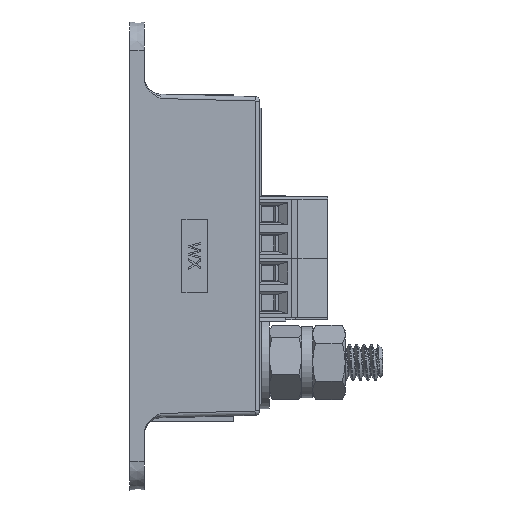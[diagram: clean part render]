
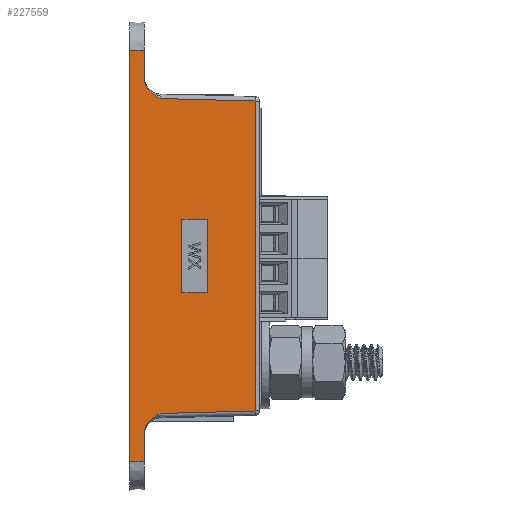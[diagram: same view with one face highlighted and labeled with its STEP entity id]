
A CAD part, left-side view. The second image highlights one B-rep face of the part: STEP entity #227559.
In plain terms, the highlighted face is planar.
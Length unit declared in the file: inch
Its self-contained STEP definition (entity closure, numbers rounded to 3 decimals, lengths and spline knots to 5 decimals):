
#1662 = VERTEX_POINT ( 'NONE', #59052 ) ;
#3445 = LINE ( 'NONE', #109969, #220100 ) ;
#4988 = DIRECTION ( 'NONE',  ( -1., 0., 0. ) ) ;
#5257 = CARTESIAN_POINT ( 'NONE',  ( 1.09592, 0.15566, -1.09592 ) ) ;
#7615 = PLANE ( 'NONE',  #183709 ) ;
#8666 = B_SPLINE_CURVE_WITH_KNOTS ( 'NONE', 3,
 ( #216327, #61569, #23848, #121304, #175940, #5257 ),
 .UNSPECIFIED., .F., .F.,
 ( 4, 2, 4 ),
 ( -0.00001, 0.00076, 0.00152 ),
 .UNSPECIFIED. ) ;
#9074 = DIRECTION ( 'NONE',  ( 0.026, -0.999, -0.026 ) ) ;
#9474 = CARTESIAN_POINT ( 'NONE',  ( -1.16037, 0.1066, -1.09721 ) ) ;
#9898 = CARTESIAN_POINT ( 'NONE',  ( 1.09592, 0.15566, -1.09592 ) ) ;
#10673 = LINE ( 'NONE', #228143, #209187 ) ;
#11988 = ORIENTED_EDGE ( 'NONE', *, *, #84971, .T. ) ;
#13167 = LINE ( 'NONE', #223950, #112363 ) ;
#14915 = VERTEX_POINT ( 'NONE', #48386 ) ;
#20659 = B_SPLINE_CURVE_WITH_KNOTS ( 'NONE', 3,
 ( #221263, #183424, #84218, #9474, #29710, #182600, #143887, #85043, #163212, #241316 ),
 .UNSPECIFIED., .F., .F.,
 ( 4, 2, 2, 2, 4 ),
 ( 0., 0.00078, 0.00155, 0.00233, 0.00311 ),
 .UNSPECIFIED. ) ;
#21054 = ORIENTED_EDGE ( 'NONE', *, *, #62900, .F. ) ;
#23178 = CARTESIAN_POINT ( 'NONE',  ( -1.07397, 0.18931, -1.09504 ) ) ;
#23848 = CARTESIAN_POINT ( 'NONE',  ( 1.07398, 0.18931, -1.09504 ) ) ;
#28171 = DIRECTION ( 'NONE',  ( 0., -1., -0.026 ) ) ;
#29296 = CARTESIAN_POINT ( 'NONE',  ( 1.10219, 0.1476, -1.09614 ) ) ;
#29710 = CARTESIAN_POINT ( 'NONE',  ( -1.15071, 0.11053, -1.09711 ) ) ;
#30457 = CARTESIAN_POINT ( 'NONE',  ( 1.04773, 0.85079, -1.07772 ) ) ;
#41810 = LINE ( 'NONE', #100892, #156105 ) ;
#44123 = CARTESIAN_POINT ( 'NONE',  ( -1.09592, 0.15566, -1.09592 ) ) ;
#44580 = VERTEX_POINT ( 'NONE', #230379 ) ;
#46997 = VERTEX_POINT ( 'NONE', #54165 ) ;
#48147 = FACE_OUTER_BOUND ( 'NONE', #158551, .T. ) ;
#48386 = CARTESIAN_POINT ( 'NONE',  ( -1.06459, 0.20712, -1.09458 ) ) ;
#49409 = VECTOR ( 'NONE', #28171, 39.37008 ) ;
#54165 = CARTESIAN_POINT ( 'NONE',  ( -1.387, 0.1, -1.09738 ) ) ;
#54782 = CARTESIAN_POINT ( 'NONE',  ( 1.06459, 0.20712, -1.09458 ) ) ;
#55405 = LINE ( 'NONE', #146459, #49409 ) ;
#59052 = CARTESIAN_POINT ( 'NONE',  ( -1.387, 0., -1.1 ) ) ;
#60356 = B_SPLINE_CURVE_WITH_KNOTS ( 'NONE', 3,
 ( #44123, #99632, #178613, #23178, #176123, #61744 ),
 .UNSPECIFIED., .F., .F.,
 ( 4, 2, 4 ),
 ( 0.00311, 0.00387, 0.00463 ),
 .UNSPECIFIED. ) ;
#61569 = CARTESIAN_POINT ( 'NONE',  ( 1.06925, 0.1982, -1.09481 ) ) ;
#61744 = CARTESIAN_POINT ( 'NONE',  ( -1.06459, 0.20712, -1.09458 ) ) ;
#62900 = EDGE_CURVE ( 'NONE', #46997, #1662, #94545, .T. ) ;
#65452 = EDGE_CURVE ( 'NONE', #44580, #184399, #55405, .T. ) ;
#67795 = CARTESIAN_POINT ( 'NONE',  ( 1.16037, 0.1066, -1.09721 ) ) ;
#72129 = CARTESIAN_POINT ( 'NONE',  ( -1.1, 0., -1.1 ) ) ;
#75613 = CARTESIAN_POINT ( 'NONE',  ( -1.1, 0., -1.1 ) ) ;
#76673 = ORIENTED_EDGE ( 'NONE', *, *, #149962, .T. ) ;
#83790 = CARTESIAN_POINT ( 'NONE',  ( 1.10907, 0.14008, -1.09633 ) ) ;
#84218 = CARTESIAN_POINT ( 'NONE',  ( -1.18017, 0.10136, -1.09735 ) ) ;
#84971 = EDGE_CURVE ( 'NONE', #221829, #130155, #8666, .T. ) ;
#85043 = CARTESIAN_POINT ( 'NONE',  ( -1.10907, 0.14008, -1.09633 ) ) ;
#85099 = ORIENTED_EDGE ( 'NONE', *, *, #173029, .T. ) ;
#93583 = CARTESIAN_POINT ( 'NONE',  ( -1.04773, 0.85079, -1.07772 ) ) ;
#94545 = LINE ( 'NONE', #193833, #163763 ) ;
#96358 = CARTESIAN_POINT ( 'NONE',  ( 1.387, 0., -1.1 ) ) ;
#97560 = ORIENTED_EDGE ( 'NONE', *, *, #192916, .F. ) ;
#99632 = CARTESIAN_POINT ( 'NONE',  ( -1.08979, 0.16356, -1.09572 ) ) ;
#100892 = CARTESIAN_POINT ( 'NONE',  ( 1.387, 0.1, -1.09738 ) ) ;
#102414 = CARTESIAN_POINT ( 'NONE',  ( 1.18017, 0.10136, -1.09735 ) ) ;
#102677 = ORIENTED_EDGE ( 'NONE', *, *, #151884, .F. ) ;
#109969 = CARTESIAN_POINT ( 'NONE',  ( -1.05, 0.1, -1.09738 ) ) ;
#110144 = VERTEX_POINT ( 'NONE', #30457 ) ;
#112363 = VECTOR ( 'NONE', #163408, 39.37008 ) ;
#113139 = VERTEX_POINT ( 'NONE', #93583 ) ;
#115991 = LINE ( 'NONE', #75613, #212212 ) ;
#116106 = LINE ( 'NONE', #160328, #209431 ) ;
#121304 = CARTESIAN_POINT ( 'NONE',  ( 1.08423, 0.17201, -1.0955 ) ) ;
#121715 = CARTESIAN_POINT ( 'NONE',  ( 1.20064, 0.1, -1.09738 ) ) ;
#127193 = EDGE_CURVE ( 'NONE', #113139, #110144, #13167, .T. ) ;
#127746 = DIRECTION ( 'NONE',  ( 0., 0.026, -1. ) ) ;
#130155 = VERTEX_POINT ( 'NONE', #194606 ) ;
#131764 = ORIENTED_EDGE ( 'NONE', *, *, #65452, .T. ) ;
#138582 = CARTESIAN_POINT ( 'NONE',  ( -1.09592, 0.15566, -1.09592 ) ) ;
#142981 = ORIENTED_EDGE ( 'NONE', *, *, #240287, .T. ) ;
#143887 = CARTESIAN_POINT ( 'NONE',  ( -1.12436, 0.12648, -1.09669 ) ) ;
#144708 = ORIENTED_EDGE ( 'NONE', *, *, #246598, .T. ) ;
#146459 = CARTESIAN_POINT ( 'NONE',  ( 1.387, 0., -1.1 ) ) ;
#149962 = EDGE_CURVE ( 'NONE', #184399, #1662, #115991, .T. ) ;
#151312 = DIRECTION ( 'NONE',  ( -1., 0., 0. ) ) ;
#151884 = EDGE_CURVE ( 'NONE', #44580, #196048, #41810, .T. ) ;
#152669 = CARTESIAN_POINT ( 'NONE',  ( -1.20064, 0.1, -1.09738 ) ) ;
#156105 = VECTOR ( 'NONE', #4988, 39.37008 ) ;
#156801 = DIRECTION ( 'NONE',  ( 0., -1., -0.026 ) ) ;
#158551 = EDGE_LOOP ( 'NONE', ( #97560, #85099, #142981, #144708, #159226, #248603, #11988, #161709, #102677, #131764, #76673, #21054 ) ) ;
#159226 = ORIENTED_EDGE ( 'NONE', *, *, #127193, .T. ) ;
#160322 = B_SPLINE_CURVE_WITH_KNOTS ( 'NONE', 3,
 ( #9898, #29296, #83790, #179696, #183016, #218390, #67795, #102414, #236774, #121715 ),
 .UNSPECIFIED., .F., .F.,
 ( 4, 2, 2, 2, 4 ),
 ( 0.00152, 0.00231, 0.00309, 0.00388, 0.00466 ),
 .UNSPECIFIED. ) ;
#160328 = CARTESIAN_POINT ( 'NONE',  ( 1.06852, 0.05675, -1.09851 ) ) ;
#161709 = ORIENTED_EDGE ( 'NONE', *, *, #201698, .T. ) ;
#163212 = CARTESIAN_POINT ( 'NONE',  ( -1.10219, 0.1476, -1.09614 ) ) ;
#163408 = DIRECTION ( 'NONE',  ( 1., 0., 0. ) ) ;
#163763 = VECTOR ( 'NONE', #156801, 39.37008 ) ;
#173029 = EDGE_CURVE ( 'NONE', #183230, #192707, #20659, .T. ) ;
#175940 = CARTESIAN_POINT ( 'NONE',  ( 1.08979, 0.16356, -1.09572 ) ) ;
#176123 = CARTESIAN_POINT ( 'NONE',  ( -1.06922, 0.19828, -1.09481 ) ) ;
#178613 = CARTESIAN_POINT ( 'NONE',  ( -1.08423, 0.17201, -1.0955 ) ) ;
#179696 = CARTESIAN_POINT ( 'NONE',  ( 1.12436, 0.12648, -1.09669 ) ) ;
#182600 = CARTESIAN_POINT ( 'NONE',  ( -1.13282, 0.12041, -1.09685 ) ) ;
#183016 = CARTESIAN_POINT ( 'NONE',  ( 1.13282, 0.12041, -1.09685 ) ) ;
#183230 = VERTEX_POINT ( 'NONE', #152669 ) ;
#183424 = CARTESIAN_POINT ( 'NONE',  ( -1.19029, 0.1, -1.09738 ) ) ;
#183709 = AXIS2_PLACEMENT_3D ( 'NONE', #72129, #127746, #241964 ) ;
#184399 = VERTEX_POINT ( 'NONE', #96358 ) ;
#187176 = DIRECTION ( 'NONE',  ( -1., 0., 0. ) ) ;
#192707 = VERTEX_POINT ( 'NONE', #138582 ) ;
#192916 = EDGE_CURVE ( 'NONE', #183230, #46997, #3445, .T. ) ;
#193833 = CARTESIAN_POINT ( 'NONE',  ( -1.387, 0., -1.1 ) ) ;
#194606 = CARTESIAN_POINT ( 'NONE',  ( 1.09592, 0.15566, -1.09592 ) ) ;
#195067 = CARTESIAN_POINT ( 'NONE',  ( 1.20064, 0.1, -1.09738 ) ) ;
#196048 = VERTEX_POINT ( 'NONE', #195067 ) ;
#201698 = EDGE_CURVE ( 'NONE', #130155, #196048, #160322, .T. ) ;
#209187 = VECTOR ( 'NONE', #247404, 39.37008 ) ;
#209431 = VECTOR ( 'NONE', #9074, 39.37008 ) ;
#212212 = VECTOR ( 'NONE', #151312, 39.37008 ) ;
#216327 = CARTESIAN_POINT ( 'NONE',  ( 1.06459, 0.20712, -1.09458 ) ) ;
#218390 = CARTESIAN_POINT ( 'NONE',  ( 1.15071, 0.11053, -1.09711 ) ) ;
#220100 = VECTOR ( 'NONE', #187176, 39.37008 ) ;
#221263 = CARTESIAN_POINT ( 'NONE',  ( -1.20064, 0.1, -1.09738 ) ) ;
#221829 = VERTEX_POINT ( 'NONE', #54782 ) ;
#223950 = CARTESIAN_POINT ( 'NONE',  ( -1.1, 0.85079, -1.07772 ) ) ;
#227559 = ADVANCED_FACE ( 'NONE', ( #48147 ), #7615, .T. ) ;
#228143 = CARTESIAN_POINT ( 'NONE',  ( -1.07003, -0.00078, -1.10002 ) ) ;
#230379 = CARTESIAN_POINT ( 'NONE',  ( 1.387, 0.1, -1.09738 ) ) ;
#236774 = CARTESIAN_POINT ( 'NONE',  ( 1.19029, 0.1, -1.09738 ) ) ;
#240287 = EDGE_CURVE ( 'NONE', #192707, #14915, #60356, .T. ) ;
#241316 = CARTESIAN_POINT ( 'NONE',  ( -1.09592, 0.15566, -1.09592 ) ) ;
#241964 = DIRECTION ( 'NONE',  ( 0., 1., 0.026 ) ) ;
#243284 = EDGE_CURVE ( 'NONE', #110144, #221829, #116106, .T. ) ;
#246598 = EDGE_CURVE ( 'NONE', #14915, #113139, #10673, .T. ) ;
#247404 = DIRECTION ( 'NONE',  ( 0.026, 0.999, 0.026 ) ) ;
#248603 = ORIENTED_EDGE ( 'NONE', *, *, #243284, .T. ) ;
